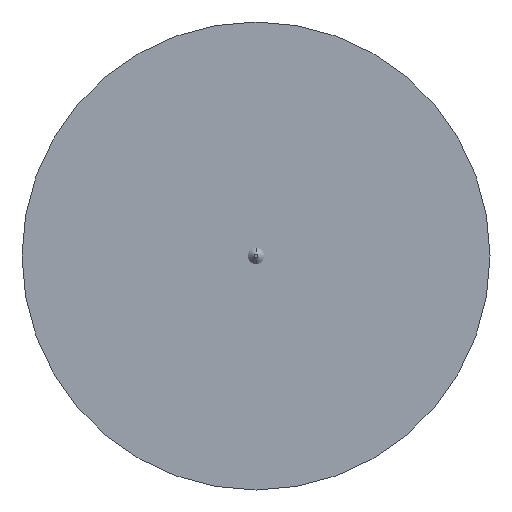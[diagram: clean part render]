
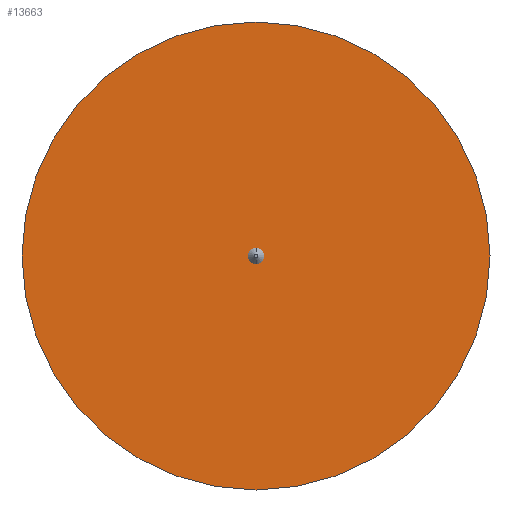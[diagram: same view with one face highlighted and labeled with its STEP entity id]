
A CAD part, front view. The second image highlights one B-rep face of the part: STEP entity #13663.
In plain terms, the highlighted planar face has unit normal (0, -1, 0).
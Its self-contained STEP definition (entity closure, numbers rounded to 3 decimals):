
#235 = EDGE_LOOP ( 'NONE', ( #3339, #16517 ) ) ;
#462 = AXIS2_PLACEMENT_3D ( 'NONE', #10518, #8392, #728 ) ;
#728 = DIRECTION ( 'NONE',  ( 0., 0., 1. ) ) ;
#1427 = DIRECTION ( 'NONE',  ( 0., 1., 0. ) ) ;
#1868 = VERTEX_POINT ( 'NONE', #8911 ) ;
#1911 = CARTESIAN_POINT ( 'NONE',  ( 0., -6.5, 0. ) ) ;
#3339 = ORIENTED_EDGE ( 'NONE', *, *, #5643, .T. ) ;
#3808 = DIRECTION ( 'NONE',  ( 0., 1., 0. ) ) ;
#3882 = CIRCLE ( 'NONE', #16920, 54. ) ;
#5471 = AXIS2_PLACEMENT_3D ( 'NONE', #6745, #3808, #26669 ) ;
#5643 = EDGE_CURVE ( 'NONE', #10696, #31466, #19653, .T. ) ;
#6745 = CARTESIAN_POINT ( 'NONE',  ( 0., -6.5, 0. ) ) ;
#7129 = DIRECTION ( 'NONE',  ( 0., 0., 1. ) ) ;
#7636 = CARTESIAN_POINT ( 'NONE',  ( 0., -6.5, -1.6 ) ) ;
#7760 = CIRCLE ( 'NONE', #462, 54. ) ;
#8392 = DIRECTION ( 'NONE',  ( 0., 1., 0. ) ) ;
#8911 = CARTESIAN_POINT ( 'NONE',  ( 0., -6.5, 54. ) ) ;
#10179 = EDGE_CURVE ( 'NONE', #16708, #1868, #7760, .T. ) ;
#10518 = CARTESIAN_POINT ( 'NONE',  ( 0., -6.5, 0. ) ) ;
#10696 = VERTEX_POINT ( 'NONE', #13904 ) ;
#11219 = DIRECTION ( 'NONE',  ( 0., 0., 1. ) ) ;
#11878 = DIRECTION ( 'NONE',  ( 0., 1., 0. ) ) ;
#12881 = AXIS2_PLACEMENT_3D ( 'NONE', #23592, #21630, #14287 ) ;
#13663 = ADVANCED_FACE ( 'NONE', ( #31597, #16385 ), #31436, .F. ) ;
#13904 = CARTESIAN_POINT ( 'NONE',  ( 0., -6.5, 1.6 ) ) ;
#14287 = DIRECTION ( 'NONE',  ( 0., 0., 1. ) ) ;
#16385 = FACE_OUTER_BOUND ( 'NONE', #29066, .T. ) ;
#16517 = ORIENTED_EDGE ( 'NONE', *, *, #19974, .T. ) ;
#16708 = VERTEX_POINT ( 'NONE', #23868 ) ;
#16920 = AXIS2_PLACEMENT_3D ( 'NONE', #24112, #11878, #11219 ) ;
#18671 = EDGE_CURVE ( 'NONE', #1868, #16708, #3882, .T. ) ;
#19653 = CIRCLE ( 'NONE', #12881, 1.6 ) ;
#19974 = EDGE_CURVE ( 'NONE', #31466, #10696, #21688, .T. ) ;
#21630 = DIRECTION ( 'NONE',  ( 0., 1., 0. ) ) ;
#21688 = CIRCLE ( 'NONE', #30048, 1.6 ) ;
#23592 = CARTESIAN_POINT ( 'NONE',  ( 0., -6.5, 0. ) ) ;
#23868 = CARTESIAN_POINT ( 'NONE',  ( 0., -6.5, -54. ) ) ;
#24112 = CARTESIAN_POINT ( 'NONE',  ( 0., -6.5, 0. ) ) ;
#26669 = DIRECTION ( 'NONE',  ( 0., 0., 1. ) ) ;
#27940 = ORIENTED_EDGE ( 'NONE', *, *, #18671, .F. ) ;
#29066 = EDGE_LOOP ( 'NONE', ( #30640, #27940 ) ) ;
#30048 = AXIS2_PLACEMENT_3D ( 'NONE', #1911, #1427, #7129 ) ;
#30640 = ORIENTED_EDGE ( 'NONE', *, *, #10179, .F. ) ;
#31436 = PLANE ( 'NONE',  #5471 ) ;
#31466 = VERTEX_POINT ( 'NONE', #7636 ) ;
#31597 = FACE_BOUND ( 'NONE', #235, .T. ) ;
